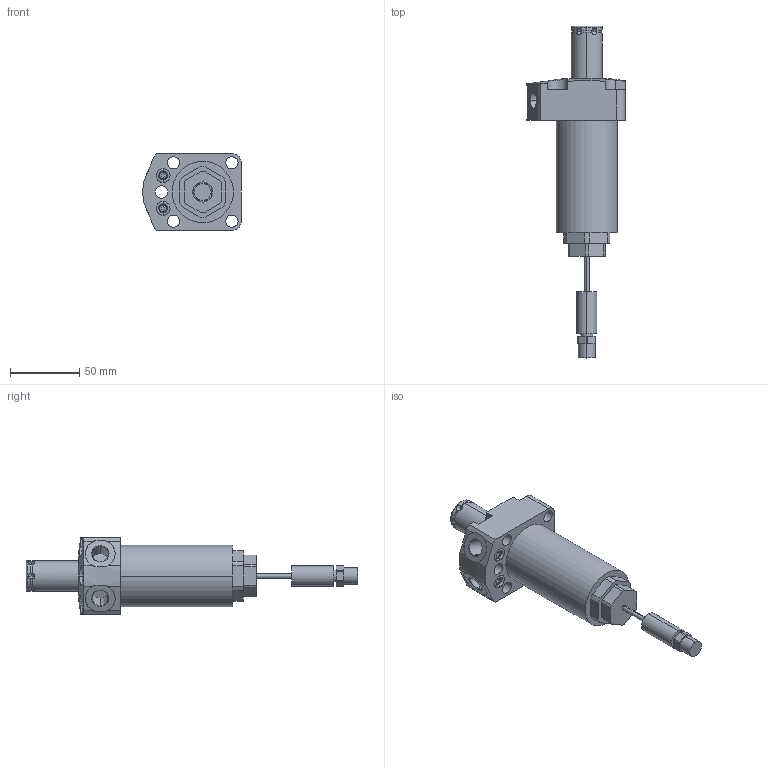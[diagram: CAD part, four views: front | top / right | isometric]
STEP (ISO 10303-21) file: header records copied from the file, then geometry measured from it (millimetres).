
FILE_DESCRIPTION((''),'2;1');
FILE_NAME('ILCM41461121US','2025-05-02T09:01:50',('Asawyer'),(''),'CREO PARAMETRIC BY PTC INC, 2021164','CREO PARAMETRIC BY PTC INC, 2021164','');
FILE_SCHEMA(('AUTOMOTIVE_DESIGN { 1 0 10303 214 1 1 1 1 }'));
Length unit declared in the file: millimetre
Products named in the file (1): ILCM41461121US
Bounding box: 70.87 x 239.28 x 55.37 mm (x, y, z)
Volume: 249202.5 mm3; surface area: 38183.3 mm2
Topology: 1 solids, 2 shells, 211 faces, 561 edges, 363 vertices
Faces by surface type: plane 90, cylinder 87, cone 28, torus 6
Entity records: 9163 total; most frequent: CARTESIAN_POINT 1727, DIRECTION 1155, ORIENTED_EDGE 1082, PRESENTATION_STYLE_ASSIGNMENT 600, STYLED_ITEM 589, CURVE_STYLE 587, EDGE_CURVE 543, AXIS2_PLACEMENT_3D 435
